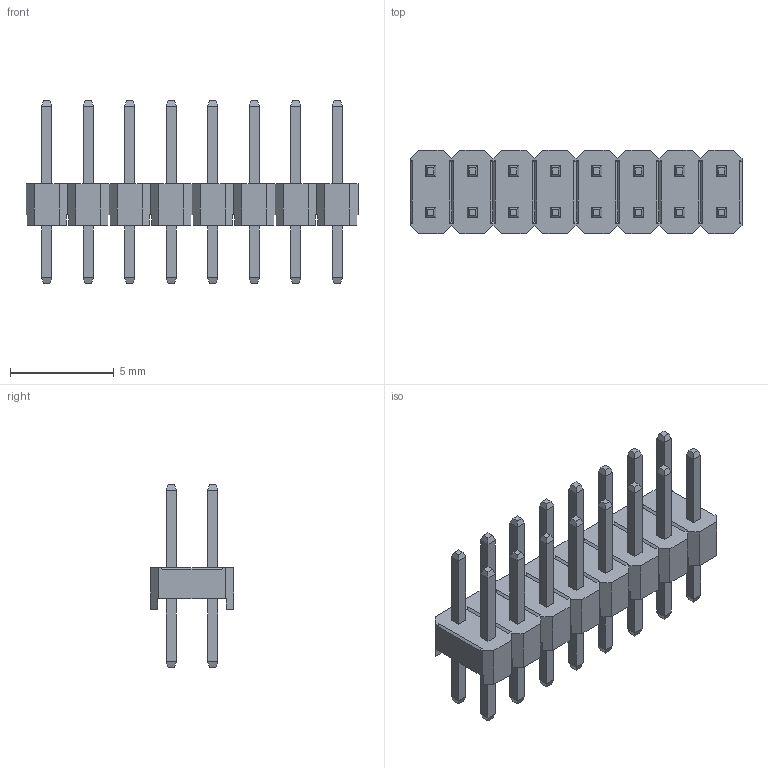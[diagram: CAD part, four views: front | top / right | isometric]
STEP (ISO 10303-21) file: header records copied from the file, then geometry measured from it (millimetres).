
FILE_DESCRIPTION(('STEP AP214'), '1');
FILE_NAME('PLD2', '', ('UNSPECIFIED'), ('UNSPECIFIED'), 'ASCON STEP Converter 1.6', 'ASCON Math Kernel', '');
FILE_SCHEMA(('AUTOMOTIVE_DESIGN { 1 0 10303 214 3 1 1}'));
Length unit declared in the file: millimetre
Bounding box: 16 x 4 x 8.8 mm (x, y, z)
Volume: 124.7 mm3; surface area: 448.4 mm2
Topology: 1 solids, 1 shells, 406 faces, 967 edges, 602 vertices
Faces by surface type: plane 406
Entity records: 14595 total; most frequent: CARTESIAN_POINT 1976, ORIENTED_EDGE 1934, DIRECTION 1781, EDGE_CURVE 967, LINE 967, VECTOR 967, VERTEX_POINT 602, FACE_BOUND 445
